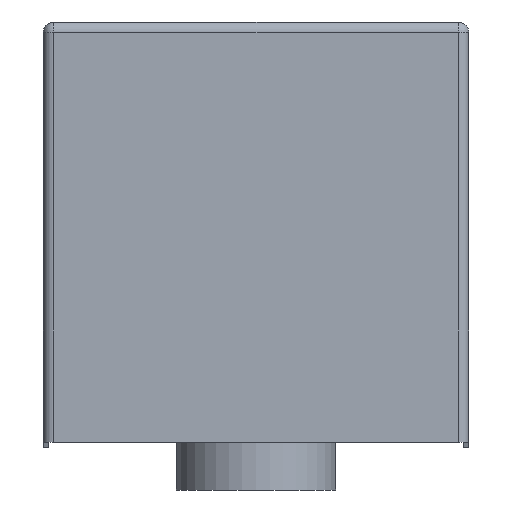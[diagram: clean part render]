
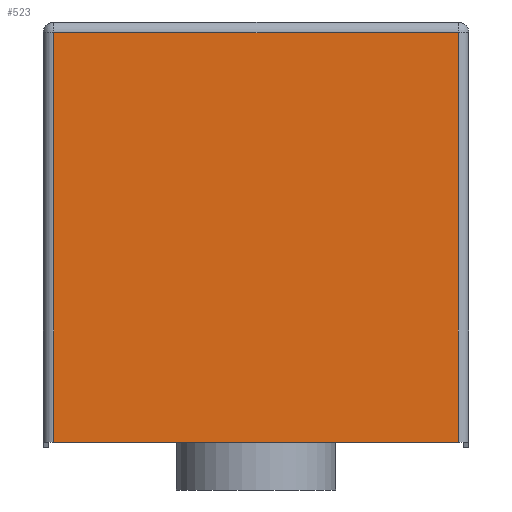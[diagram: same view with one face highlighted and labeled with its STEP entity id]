
A CAD part, left-side view. The second image highlights one B-rep face of the part: STEP entity #523.
In plain terms, the highlighted planar face has unit normal (-1, 0, 0).
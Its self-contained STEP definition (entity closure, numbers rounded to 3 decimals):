
#484 = CARTESIAN_POINT ( 'NONE',  ( -45.75, -9.5, 19.5 ) ) ;
#485 = VERTEX_POINT ( 'NONE', #484 ) ;
#486 = CARTESIAN_POINT ( 'NONE',  ( -45.75, 9.5, 19.5 ) ) ;
#487 = VERTEX_POINT ( 'NONE', #486 ) ;
#488 = CARTESIAN_POINT ( 'NONE',  ( -45.75, -10., 19.5 ) ) ;
#489 = DIRECTION ( 'NONE',  ( 0., 1., 0. ) ) ;
#490 = VECTOR ( 'NONE', #489, 1000. ) ;
#491 = LINE ( 'NONE', #488, #490 ) ;
#492 = EDGE_CURVE ( 'NONE', #485, #487, #491, .T. ) ;
#493 = ORIENTED_EDGE ( 'NONE', *, *, #492, .T. ) ;
#494 = CARTESIAN_POINT ( 'NONE',  ( -45.75, 9.5, 0.25 ) ) ;
#495 = VERTEX_POINT ( 'NONE', #494 ) ;
#496 = CARTESIAN_POINT ( 'NONE',  ( -45.75, 9.5, 20. ) ) ;
#497 = DIRECTION ( 'NONE',  ( 0., 0., -1. ) ) ;
#498 = VECTOR ( 'NONE', #497, 1000. ) ;
#499 = LINE ( 'NONE', #496, #498 ) ;
#500 = EDGE_CURVE ( 'NONE', #487, #495, #499, .T. ) ;
#501 = ORIENTED_EDGE ( 'NONE', *, *, #500, .T. ) ;
#502 = CARTESIAN_POINT ( 'NONE',  ( -45.75, -9.5, 0.25 ) ) ;
#503 = VERTEX_POINT ( 'NONE', #502 ) ;
#504 = CARTESIAN_POINT ( 'NONE',  ( -45.75, 10., 0.25 ) ) ;
#505 = DIRECTION ( 'NONE',  ( 0., -1., 0. ) ) ;
#506 = VECTOR ( 'NONE', #505, 1000. ) ;
#507 = LINE ( 'NONE', #504, #506 ) ;
#508 = EDGE_CURVE ( 'NONE', #495, #503, #507, .T. ) ;
#509 = ORIENTED_EDGE ( 'NONE', *, *, #508, .T. ) ;
#510 = CARTESIAN_POINT ( 'NONE',  ( -45.75, -9.5, 20. ) ) ;
#511 = DIRECTION ( 'NONE',  ( 0., 0., 1. ) ) ;
#512 = VECTOR ( 'NONE', #511, 1000. ) ;
#513 = LINE ( 'NONE', #510, #512 ) ;
#514 = EDGE_CURVE ( 'NONE', #503, #485, #513, .T. ) ;
#515 = ORIENTED_EDGE ( 'NONE', *, *, #514, .T. ) ;
#516 = EDGE_LOOP ( 'NONE', ( #493, #501, #509, #515 ) ) ;
#517 = FACE_OUTER_BOUND ( 'NONE', #516, .T. ) ;
#518 = CARTESIAN_POINT ( 'NONE',  ( -45.75, -10., 20. ) ) ;
#519 = DIRECTION ( 'NONE',  ( 1., 0., 0. ) ) ;
#520 = DIRECTION ( 'NONE',  ( 0., 0., 1. ) ) ;
#521 = AXIS2_PLACEMENT_3D ( 'NONE', #518, #519, #520 ) ;
#522 = PLANE ( 'NONE', #521 ) ;
#523 = ADVANCED_FACE ( 'NONE', ( #517 ), #522, .F. ) ;
